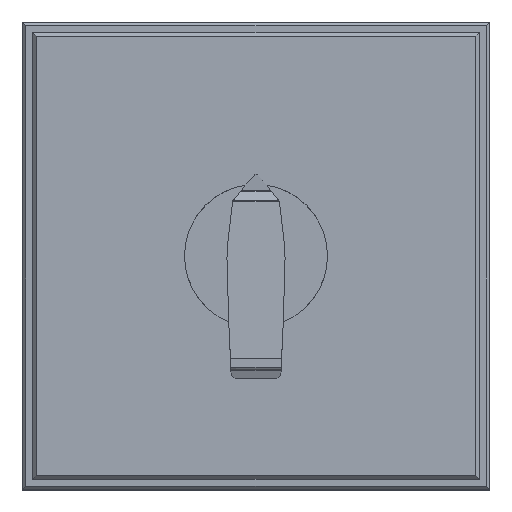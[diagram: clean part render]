
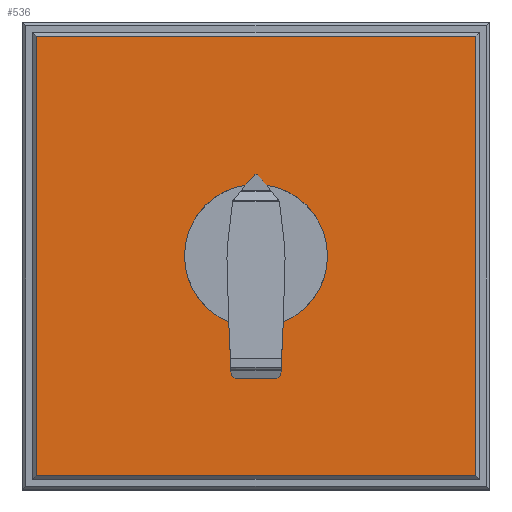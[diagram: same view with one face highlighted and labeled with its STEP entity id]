
A CAD part, top view. The second image highlights one B-rep face of the part: STEP entity #536.
In plain terms, the highlighted planar face has unit normal (0, 0, 1).
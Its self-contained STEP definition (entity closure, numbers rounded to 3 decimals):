
#456=CARTESIAN_POINT('',(-42.292,-42.292,66.7));
#457=VERTEX_POINT('',#456);
#458=CARTESIAN_POINT('',(-42.292,42.292,66.7));
#459=VERTEX_POINT('',#458);
#460=CARTESIAN_POINT('',(-42.292,-42.292,66.7));
#461=DIRECTION('',(0.0,1.0,0.0));
#462=VECTOR('',#461,84.583);
#463=LINE('',#460,#462);
#464=EDGE_CURVE('',#457,#459,#463,.T.);
#487=CARTESIAN_POINT('',(42.292,42.292,66.7));
#488=VERTEX_POINT('',#487);
#489=CARTESIAN_POINT('',(-42.292,42.292,66.7));
#490=DIRECTION('',(1.0,0.0,0.0));
#491=VECTOR('',#490,84.583);
#492=LINE('',#489,#491);
#493=EDGE_CURVE('',#459,#488,#492,.T.);
#513=CARTESIAN_POINT('',(12.5,12.5,66.7));
#514=DIRECTION('',(0.0,0.0,1.0));
#515=DIRECTION('',(1.0,0.0,0.0));
#516=AXIS2_PLACEMENT_3D('',#513,#514,#515);
#517=PLANE('',#516);
#518=CARTESIAN_POINT('',(42.292,-42.292,66.7));
#519=VERTEX_POINT('',#518);
#520=CARTESIAN_POINT('',(42.292,-42.292,66.7));
#521=DIRECTION('',(-1.0,0.0,0.0));
#522=VECTOR('',#521,84.583);
#523=LINE('',#520,#522);
#524=EDGE_CURVE('',#519,#457,#523,.T.);
#525=ORIENTED_EDGE('',*,*,#524,.F.);
#526=CARTESIAN_POINT('',(42.292,42.292,66.7));
#527=DIRECTION('',(0.0,-1.0,0.0));
#528=VECTOR('',#527,84.583);
#529=LINE('',#526,#528);
#530=EDGE_CURVE('',#488,#519,#529,.T.);
#531=ORIENTED_EDGE('',*,*,#530,.F.);
#532=ORIENTED_EDGE('',*,*,#493,.F.);
#533=ORIENTED_EDGE('',*,*,#464,.F.);
#534=EDGE_LOOP('',(#525,#531,#532,#533));
#535=FACE_OUTER_BOUND('',#534,.T.);
#536=ADVANCED_FACE('',(#535),#517,.T.);
